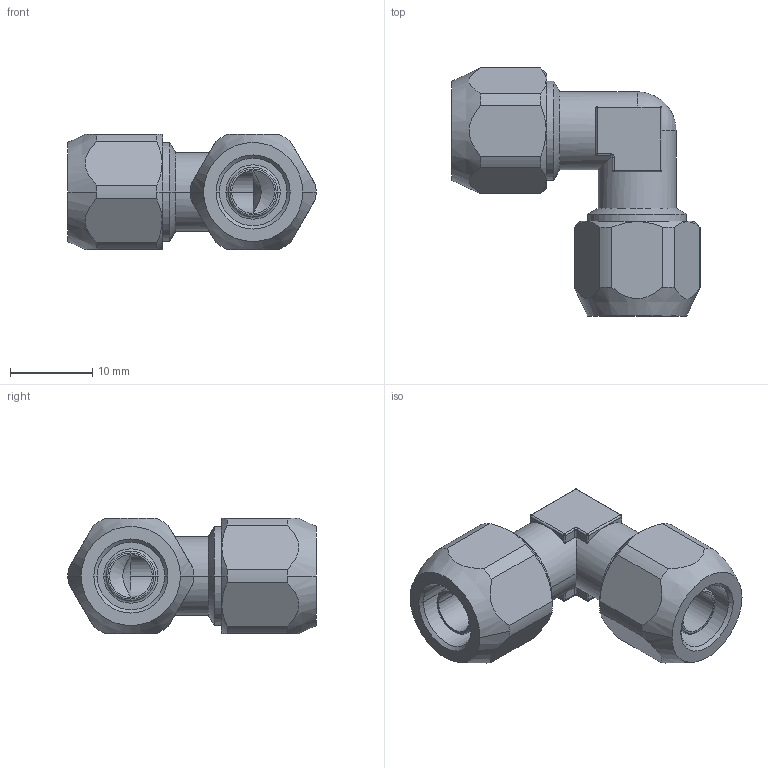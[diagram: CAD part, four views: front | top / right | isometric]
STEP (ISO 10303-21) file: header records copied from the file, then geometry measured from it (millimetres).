
FILE_DESCRIPTION(( 'CX.20.08.08.stp' ), '1');
FILE_NAME( 'CX.20.08.08.stp', '2018-08-24T14:34:42',( 'Sopra'),('sopra-pneumatic.com'), 'SwSTEP 2.0','SolidWorks 2009','' );
FILE_SCHEMA(('CONFIG_CONTROL_DESIGN'));
Length unit declared in the file: millimetre
Products named in the file (1): 362137B_155X4-8-6
Bounding box: 30.15 x 30.15 x 14 mm (x, y, z)
Volume: 4055 mm3; surface area: 3386 mm2
Topology: 1 solids, 1 shells, 129 faces, 306 edges, 184 vertices
Faces by surface type: cylinder 56, plane 34, cone 18, sphere 11, torus 10
Entity records: 3918 total; most frequent: CARTESIAN_POINT 879, DIRECTION 666, ORIENTED_EDGE 610, EDGE_CURVE 305, AXIS2_PLACEMENT_3D 275, VERTEX_POINT 184, CIRCLE 146, EDGE_LOOP 137
